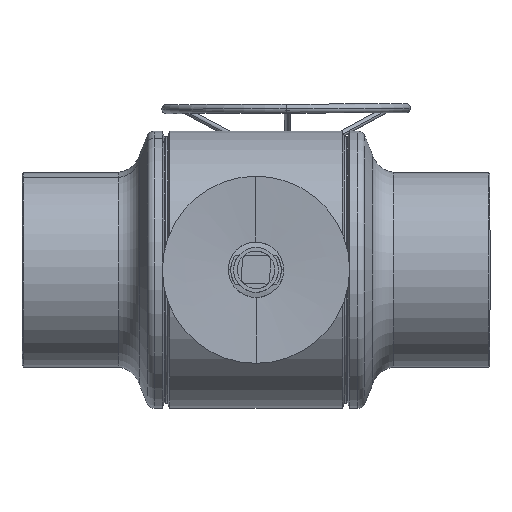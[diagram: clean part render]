
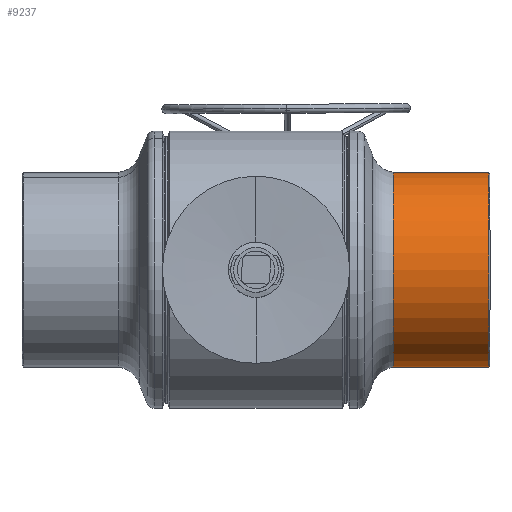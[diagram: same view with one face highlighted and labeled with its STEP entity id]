
A CAD part, front view. The second image highlights one B-rep face of the part: STEP entity #9237.
In plain terms, the highlighted cylindrical face has radius 260 mm (diameter 520 mm), a partial arc.
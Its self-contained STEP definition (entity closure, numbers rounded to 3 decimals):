
#1151 = VERTEX_POINT ( 'NONE', #5657 ) ;
#1770 = DIRECTION ( 'NONE',  ( 0., -1., 0. ) ) ;
#2407 = AXIS2_PLACEMENT_3D ( 'NONE', #11973, #13294, #3239 ) ;
#3239 = DIRECTION ( 'NONE',  ( 0., 0., -1. ) ) ;
#3551 = CARTESIAN_POINT ( 'NONE',  ( 0., 0., 0. ) ) ;
#3708 = ORIENTED_EDGE ( 'NONE', *, *, #18682, .F. ) ;
#5005 = CARTESIAN_POINT ( 'NONE',  ( 0., -25.751, -260. ) ) ;
#5246 = CIRCLE ( 'NONE', #2407, 260. ) ;
#5373 = CARTESIAN_POINT ( 'NONE',  ( 0., 0., 260. ) ) ;
#5657 = CARTESIAN_POINT ( 'NONE',  ( 0., -25.751, 260. ) ) ;
#6424 = VERTEX_POINT ( 'NONE', #15433 ) ;
#6740 = DIRECTION ( 'NONE',  ( 0., -1., 0. ) ) ;
#7237 = EDGE_CURVE ( 'NONE', #1151, #17763, #5246, .T. ) ;
#8420 = DIRECTION ( 'NONE',  ( 0., 0., -1. ) ) ;
#9237 = ADVANCED_FACE ( 'NONE', ( #15851 ), #18052, .T. ) ;
#9690 = EDGE_CURVE ( 'NONE', #17763, #6424, #13907, .T. ) ;
#10104 = CARTESIAN_POINT ( 'NONE',  ( 0., -281.036, 260. ) ) ;
#10831 = ORIENTED_EDGE ( 'NONE', *, *, #20831, .F. ) ;
#11973 = CARTESIAN_POINT ( 'NONE',  ( 0., -25.751, 0. ) ) ;
#13143 = AXIS2_PLACEMENT_3D ( 'NONE', #3551, #1770, #8420 ) ;
#13294 = DIRECTION ( 'NONE',  ( 0., -1., 0. ) ) ;
#13478 = DIRECTION ( 'NONE',  ( 0., 0., -1. ) ) ;
#13869 = LINE ( 'NONE', #5373, #14870 ) ;
#13907 = LINE ( 'NONE', #20926, #18454 ) ;
#14870 = VECTOR ( 'NONE', #20561, 1000. ) ;
#15433 = CARTESIAN_POINT ( 'NONE',  ( 0., -281.036, -260. ) ) ;
#15851 = FACE_OUTER_BOUND ( 'NONE', #21241, .T. ) ;
#16155 = ORIENTED_EDGE ( 'NONE', *, *, #7237, .T. ) ;
#17110 = ORIENTED_EDGE ( 'NONE', *, *, #9690, .T. ) ;
#17198 = DIRECTION ( 'NONE',  ( 0., -1., 0. ) ) ;
#17732 = AXIS2_PLACEMENT_3D ( 'NONE', #19855, #6740, #13478 ) ;
#17763 = VERTEX_POINT ( 'NONE', #5005 ) ;
#18052 = CYLINDRICAL_SURFACE ( 'NONE', #13143, 260. ) ;
#18454 = VECTOR ( 'NONE', #17198, 1000. ) ;
#18682 = EDGE_CURVE ( 'NONE', #1151, #21702, #13869, .T. ) ;
#19142 = CIRCLE ( 'NONE', #17732, 260. ) ;
#19855 = CARTESIAN_POINT ( 'NONE',  ( 0., -281.036, 0. ) ) ;
#20561 = DIRECTION ( 'NONE',  ( 0., -1., 0. ) ) ;
#20831 = EDGE_CURVE ( 'NONE', #21702, #6424, #19142, .T. ) ;
#20926 = CARTESIAN_POINT ( 'NONE',  ( 0., 0., -260. ) ) ;
#21241 = EDGE_LOOP ( 'NONE', ( #3708, #16155, #17110, #10831 ) ) ;
#21702 = VERTEX_POINT ( 'NONE', #10104 ) ;
